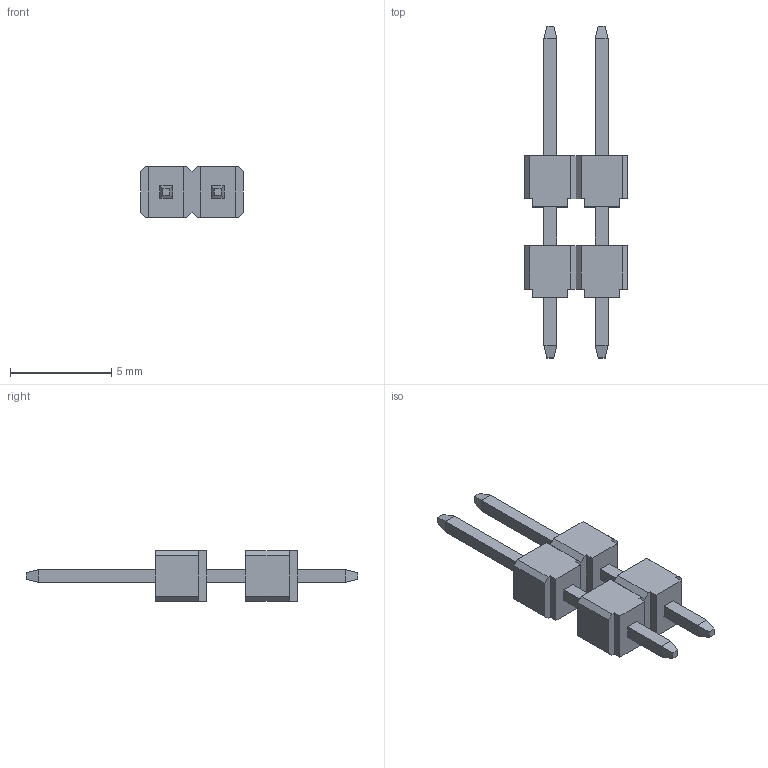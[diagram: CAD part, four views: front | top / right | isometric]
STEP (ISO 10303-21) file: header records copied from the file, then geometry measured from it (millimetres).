
FILE_DESCRIPTION( ( 'STEP AP214' ), '1' );
FILE_NAME( 'BG020-02-A-0640-0300-0700-N-G.stp', '2021-10-07T13:48:21', ( 'License CC BY-ND 4.0' ), ( 'CADENAS' ), ' ', 'PARTsolutions', ' ' );
FILE_SCHEMA( ( 'AUTOMOTIVE_DESIGN { 1 0 10303 214 1 1 1 1 }' ) );
Length unit declared in the file: millimetre
Products named in the file (3): BG020-02-A-0640-0300-0700-N-G; _BG020-02-A-0640-0300-0700-N-G_1; _BG020-02-A-0640-0300-0700-N-G_2
Assembly tree (4 placements, depth 2):
  BG020-02-A-0640-0300-0700-N-G
    _BG020-02-A-0640-0300-0700-N-G_1  x2
    _BG020-02-A-0640-0300-0700-N-G_2  x2
Bounding box: 5.08 x 16.4 x 2.5 mm (x, y, z)
Volume: 69.1 mm3; surface area: 233.3 mm2
Topology: 4 solids, 4 shells, 92 faces, 236 edges, 152 vertices
Faces by surface type: plane 92
Entity records: 1804 total; most frequent: CARTESIAN_POINT 245, ORIENTED_EDGE 236, DIRECTION 220, EDGE_CURVE 118, LINE 118, VECTOR 118, VERTEX_POINT 76, AXIS2_PLACEMENT_3D 51
